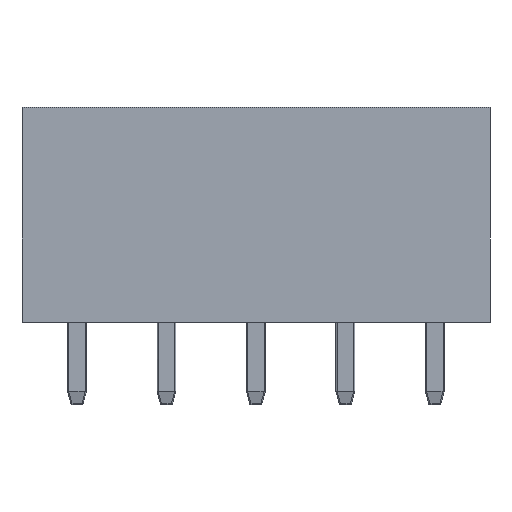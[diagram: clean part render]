
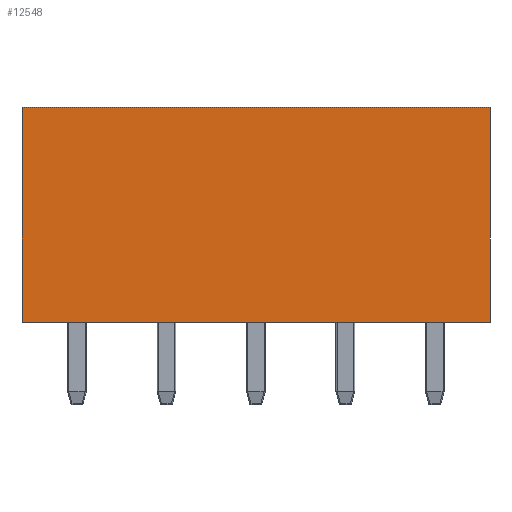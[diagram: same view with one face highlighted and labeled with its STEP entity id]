
A CAD part, front view. The second image highlights one B-rep face of the part: STEP entity #12548.
In plain terms, the highlighted planar face has unit normal (0, -1, 0).
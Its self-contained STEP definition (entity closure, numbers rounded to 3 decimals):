
#445 = EDGE_CURVE ( 'NONE', #23424, #46764, #2422, .T. ) ;
#565 = VECTOR ( 'NONE', #17071, 1000. ) ;
#1097 = EDGE_LOOP ( 'NONE', ( #14666, #41322, #18401, #37902 ) ) ;
#2422 = LINE ( 'NONE', #9839, #565 ) ;
#2562 = CARTESIAN_POINT ( 'NONE',  ( 2.35, -4.1, 9.15 ) ) ;
#2679 = CARTESIAN_POINT ( 'NONE',  ( -17.58, -4.1, 9.15 ) ) ;
#3090 = EDGE_CURVE ( 'NONE', #13639, #33165, #41639, .T. ) ;
#5892 = CARTESIAN_POINT ( 'NONE',  ( -17.58, -4.1, 9.15 ) ) ;
#9839 = CARTESIAN_POINT ( 'NONE',  ( -17.58, -4.1, 0. ) ) ;
#11004 = EDGE_CURVE ( 'NONE', #33165, #46764, #42854, .T. ) ;
#12548 = ADVANCED_FACE ( 'NONE', ( #42064 ), #15466, .F. ) ;
#13046 = DIRECTION ( 'NONE',  ( 0., 1., 0. ) ) ;
#13639 = VERTEX_POINT ( 'NONE', #2679 ) ;
#14666 = ORIENTED_EDGE ( 'NONE', *, *, #445, .T. ) ;
#15466 = PLANE ( 'NONE',  #36922 ) ;
#16202 = CARTESIAN_POINT ( 'NONE',  ( 2.35, -4.1, 0. ) ) ;
#17071 = DIRECTION ( 'NONE',  ( 1., 0., 0. ) ) ;
#17905 = VECTOR ( 'NONE', #27588, 1000. ) ;
#18401 = ORIENTED_EDGE ( 'NONE', *, *, #3090, .F. ) ;
#21677 = DIRECTION ( 'NONE',  ( 0., 0., -1. ) ) ;
#23424 = VERTEX_POINT ( 'NONE', #28694 ) ;
#25297 = CARTESIAN_POINT ( 'NONE',  ( -17.58, -4.1, 9.15 ) ) ;
#27588 = DIRECTION ( 'NONE',  ( 1., 0., 0. ) ) ;
#28514 = DIRECTION ( 'NONE',  ( 0., 0., 1. ) ) ;
#28694 = CARTESIAN_POINT ( 'NONE',  ( -17.58, -4.1, 0. ) ) ;
#28932 = LINE ( 'NONE', #25297, #45320 ) ;
#29884 = CARTESIAN_POINT ( 'NONE',  ( 2.35, -4.1, 9.15 ) ) ;
#30463 = CARTESIAN_POINT ( 'NONE',  ( -17.58, -4.1, 9.15 ) ) ;
#32218 = DIRECTION ( 'NONE',  ( 0., 0., -1. ) ) ;
#33165 = VERTEX_POINT ( 'NONE', #29884 ) ;
#36922 = AXIS2_PLACEMENT_3D ( 'NONE', #30463, #13046, #28514 ) ;
#37902 = ORIENTED_EDGE ( 'NONE', *, *, #46328, .T. ) ;
#41322 = ORIENTED_EDGE ( 'NONE', *, *, #11004, .F. ) ;
#41639 = LINE ( 'NONE', #5892, #17905 ) ;
#42064 = FACE_OUTER_BOUND ( 'NONE', #1097, .T. ) ;
#42854 = LINE ( 'NONE', #2562, #44073 ) ;
#44073 = VECTOR ( 'NONE', #32218, 1000. ) ;
#45320 = VECTOR ( 'NONE', #21677, 1000. ) ;
#46328 = EDGE_CURVE ( 'NONE', #13639, #23424, #28932, .T. ) ;
#46764 = VERTEX_POINT ( 'NONE', #16202 ) ;
